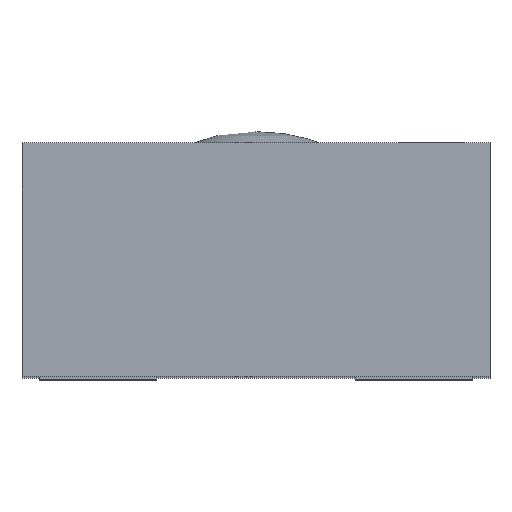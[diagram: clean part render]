
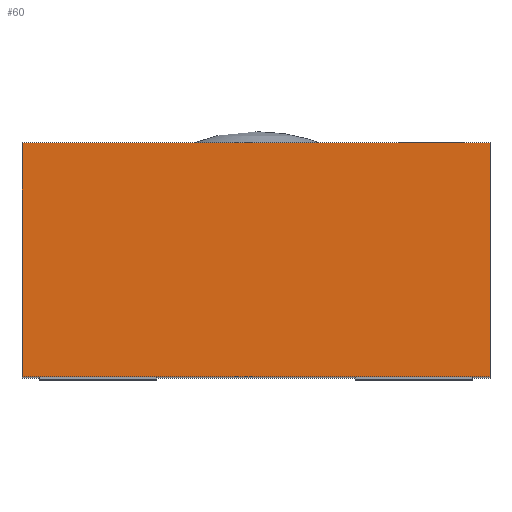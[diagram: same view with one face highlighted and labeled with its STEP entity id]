
A CAD part, top view. The second image highlights one B-rep face of the part: STEP entity #60.
In plain terms, the highlighted planar face has unit normal (0, 0, 1).
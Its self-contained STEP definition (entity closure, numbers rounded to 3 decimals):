
#36 = VERTEX_POINT ( 'NONE', #2650 ) ;
#60 = ADVANCED_FACE ( 'NONE', ( #814 ), #2262, .F. ) ;
#105 = VECTOR ( 'NONE', #498, 1000. ) ;
#207 = CARTESIAN_POINT ( 'NONE',  ( -1., 1., 1.525 ) ) ;
#464 = LINE ( 'NONE', #1254, #1775 ) ;
#498 = DIRECTION ( 'NONE',  ( 1., 0., 0. ) ) ;
#516 = VERTEX_POINT ( 'NONE', #1321 ) ;
#534 = EDGE_CURVE ( 'NONE', #2074, #36, #1114, .T. ) ;
#777 = CARTESIAN_POINT ( 'NONE',  ( -1., 1., 1.525 ) ) ;
#814 = FACE_OUTER_BOUND ( 'NONE', #1186, .T. ) ;
#852 = LINE ( 'NONE', #2290, #1195 ) ;
#1039 = DIRECTION ( 'NONE',  ( 0., 0., -1. ) ) ;
#1041 = CARTESIAN_POINT ( 'NONE',  ( -1., 0., 1.525 ) ) ;
#1114 = LINE ( 'NONE', #1912, #105 ) ;
#1135 = VECTOR ( 'NONE', #1598, 1000. ) ;
#1186 = EDGE_LOOP ( 'NONE', ( #1208, #2071, #1666, #2546 ) ) ;
#1195 = VECTOR ( 'NONE', #2096, 1000. ) ;
#1208 = ORIENTED_EDGE ( 'NONE', *, *, #534, .T. ) ;
#1254 = CARTESIAN_POINT ( 'NONE',  ( -1., 1., 1.525 ) ) ;
#1321 = CARTESIAN_POINT ( 'NONE',  ( -1., 1., 1.525 ) ) ;
#1472 = DIRECTION ( 'NONE',  ( -1., 0., 0. ) ) ;
#1598 = DIRECTION ( 'NONE',  ( 1., 0., 0. ) ) ;
#1649 = AXIS2_PLACEMENT_3D ( 'NONE', #207, #1039, #1472 ) ;
#1666 = ORIENTED_EDGE ( 'NONE', *, *, #2349, .F. ) ;
#1681 = EDGE_CURVE ( 'NONE', #2219, #36, #852, .T. ) ;
#1775 = VECTOR ( 'NONE', #2099, 1000. ) ;
#1912 = CARTESIAN_POINT ( 'NONE',  ( -1., 0., 1.525 ) ) ;
#2071 = ORIENTED_EDGE ( 'NONE', *, *, #1681, .F. ) ;
#2074 = VERTEX_POINT ( 'NONE', #1041 ) ;
#2096 = DIRECTION ( 'NONE',  ( 0., -1., 0. ) ) ;
#2099 = DIRECTION ( 'NONE',  ( 0., -1., 0. ) ) ;
#2113 = EDGE_CURVE ( 'NONE', #516, #2074, #464, .T. ) ;
#2179 = CARTESIAN_POINT ( 'NONE',  ( 1., 1., 1.525 ) ) ;
#2219 = VERTEX_POINT ( 'NONE', #2179 ) ;
#2262 = PLANE ( 'NONE',  #1649 ) ;
#2290 = CARTESIAN_POINT ( 'NONE',  ( 1., 1., 1.525 ) ) ;
#2349 = EDGE_CURVE ( 'NONE', #516, #2219, #2606, .T. ) ;
#2546 = ORIENTED_EDGE ( 'NONE', *, *, #2113, .T. ) ;
#2606 = LINE ( 'NONE', #777, #1135 ) ;
#2650 = CARTESIAN_POINT ( 'NONE',  ( 1., 0., 1.525 ) ) ;
